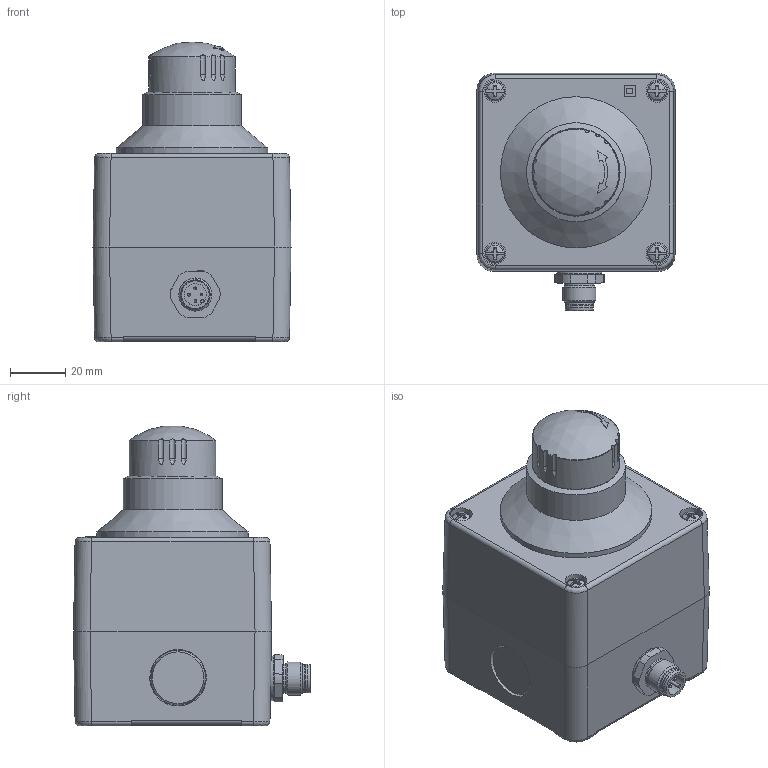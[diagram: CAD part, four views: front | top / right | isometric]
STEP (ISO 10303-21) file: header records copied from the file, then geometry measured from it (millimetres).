
FILE_DESCRIPTION(/* description */ (''),/* implementation_level */ '2;1');
FILE_NAME(/* name */ 'SILH_ASIE_QRBUV_ipt.stp',/* time_stamp */ '2018-03-19T15:28:27+01:00',/* author */ ('thagel'),/* organization */ (''),/* preprocessor_version */ 'ST-DEVELOPER v16.1',/* originating_system */ 'Autodesk Inventor 2016',/* authorisation */ '');
FILE_SCHEMA (('CONFIG_CONTROL_DESIGN'));
Products named in the file (1): SILH_ASIE_QRBUV
Bounding box: 72 x 86.17 x 109 mm (x, y, z)
Volume: 172410.1 mm3; surface area: 122653.4 mm2
Topology: 13 solids, 16 shells, 2844 faces, 7712 edges, 4953 vertices
Faces by surface type: plane 1723, cylinder 683, torus 171, cone 111, bspline 108, sphere 48
Full cylindrical faces by diameter (mm): 0.159 x1, 0.162 x1, 1 x12, 2.8 x4, 2.9 x1, 3 x4, 3.1 x3, 3.2 x12, 3.5 x4, 4.5 x1, 4.7 x1, 5 x8, 5.891 x1, 6 x2, 7 x4, 7.2 x2, 7.225 x1, 7.6 x4, 8 x7, 9 x1, 10 x1, 10.4 x1, 10.8 x1, 12 x1, 12.4 x1, 13 x2, 13.7 x1, 15.3 x3, 15.6 x2, 15.8 x1
Entity records: 97690 total; most frequent: CARTESIAN_POINT 27321, ORIENTED_EDGE 14886, DIRECTION 14171, EDGE_CURVE 7400, LINE 4949, VECTOR 4949, VERTEX_POINT 4867, AXIS2_PLACEMENT_3D 4611
